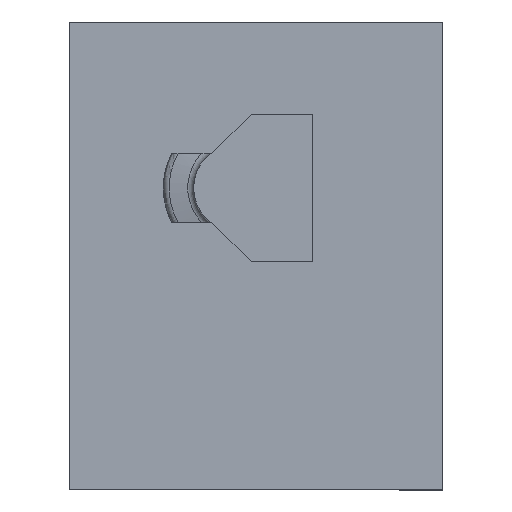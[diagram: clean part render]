
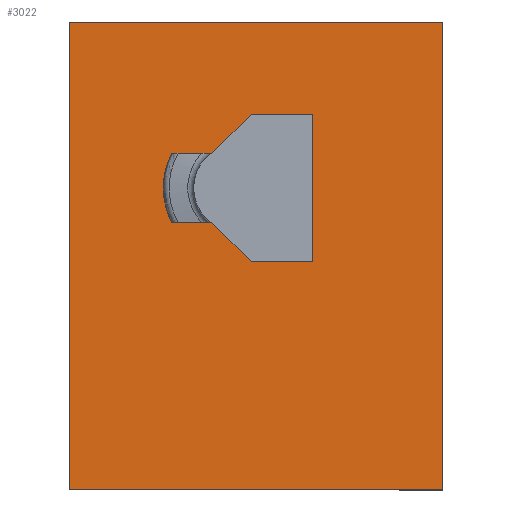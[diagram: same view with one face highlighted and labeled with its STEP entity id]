
A CAD part, left-side view. The second image highlights one B-rep face of the part: STEP entity #3022.
In plain terms, the highlighted planar face has unit normal (-1, 0, 0).
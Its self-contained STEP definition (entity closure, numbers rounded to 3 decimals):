
#390=FACE_BOUND('',#729,.T.);
#399=CIRCLE('',#3208,5.201);
#557=FACE_OUTER_BOUND('',#728,.T.);
#728=EDGE_LOOP('',(#1996,#1997,#1998,#1999));
#729=EDGE_LOOP('',(#2000,#2001,#2002,#2003,#2004,#2005,#2006,#2007));
#908=LINE('',#4324,#1032);
#909=LINE('',#4326,#1033);
#910=LINE('',#4328,#1034);
#911=LINE('',#4329,#1035);
#912=LINE('',#4332,#1036);
#913=LINE('',#4334,#1037);
#914=LINE('',#4336,#1038);
#915=LINE('',#4340,#1039);
#916=LINE('',#4342,#1040);
#917=LINE('',#4344,#1041);
#918=LINE('',#4345,#1042);
#1032=VECTOR('',#3540,10.);
#1033=VECTOR('',#3541,10.);
#1034=VECTOR('',#3542,10.);
#1035=VECTOR('',#3543,10.);
#1036=VECTOR('',#3544,10.);
#1037=VECTOR('',#3545,10.);
#1038=VECTOR('',#3546,10.);
#1039=VECTOR('',#3549,10.);
#1040=VECTOR('',#3550,10.);
#1041=VECTOR('',#3551,10.);
#1042=VECTOR('',#3552,10.);
#1156=VERTEX_POINT('',#4322);
#1157=VERTEX_POINT('',#4323);
#1158=VERTEX_POINT('',#4325);
#1159=VERTEX_POINT('',#4327);
#1160=VERTEX_POINT('',#4330);
#1161=VERTEX_POINT('',#4331);
#1162=VERTEX_POINT('',#4333);
#1163=VERTEX_POINT('',#4335);
#1164=VERTEX_POINT('',#4337);
#1165=VERTEX_POINT('',#4339);
#1166=VERTEX_POINT('',#4341);
#1167=VERTEX_POINT('',#4343);
#1492=EDGE_CURVE('',#1156,#1157,#908,.T.);
#1493=EDGE_CURVE('',#1158,#1156,#909,.T.);
#1494=EDGE_CURVE('',#1159,#1158,#910,.T.);
#1495=EDGE_CURVE('',#1157,#1159,#911,.T.);
#1496=EDGE_CURVE('',#1160,#1161,#912,.T.);
#1497=EDGE_CURVE('',#1160,#1162,#913,.T.);
#1498=EDGE_CURVE('',#1162,#1163,#914,.T.);
#1499=EDGE_CURVE('',#1163,#1164,#399,.T.);
#1500=EDGE_CURVE('',#1164,#1165,#915,.T.);
#1501=EDGE_CURVE('',#1165,#1166,#916,.T.);
#1502=EDGE_CURVE('',#1166,#1167,#917,.T.);
#1503=EDGE_CURVE('',#1167,#1161,#918,.T.);
#1996=ORIENTED_EDGE('',*,*,#1492,.F.);
#1997=ORIENTED_EDGE('',*,*,#1493,.F.);
#1998=ORIENTED_EDGE('',*,*,#1494,.F.);
#1999=ORIENTED_EDGE('',*,*,#1495,.F.);
#2000=ORIENTED_EDGE('',*,*,#1496,.F.);
#2001=ORIENTED_EDGE('',*,*,#1497,.T.);
#2002=ORIENTED_EDGE('',*,*,#1498,.T.);
#2003=ORIENTED_EDGE('',*,*,#1499,.T.);
#2004=ORIENTED_EDGE('',*,*,#1500,.T.);
#2005=ORIENTED_EDGE('',*,*,#1501,.T.);
#2006=ORIENTED_EDGE('',*,*,#1502,.T.);
#2007=ORIENTED_EDGE('',*,*,#1503,.T.);
#3004=PLANE('',#3207);
#3022=ADVANCED_FACE('',(#557,#390),#3004,.F.);
#3207=AXIS2_PLACEMENT_3D('',#4321,#3538,#3539);
#3208=AXIS2_PLACEMENT_3D('',#4338,#3547,#3548);
#3538=DIRECTION('center_axis',(1.,0.,0.));
#3539=DIRECTION('ref_axis',(0.,-1.,0.));
#3540=DIRECTION('',(0.,0.,1.));
#3541=DIRECTION('',(0.,1.,0.));
#3542=DIRECTION('',(0.,0.,-1.));
#3543=DIRECTION('',(0.,-1.,0.));
#3544=DIRECTION('',(0.,-1.,0.));
#3545=DIRECTION('',(0.,0.707,0.707));
#3546=DIRECTION('',(0.,1.,0.));
#3547=DIRECTION('center_axis',(1.,0.,0.));
#3548=DIRECTION('ref_axis',(0.,-1.,0.));
#3549=DIRECTION('',(0.,-1.,0.));
#3550=DIRECTION('',(0.,-0.707,0.707));
#3551=DIRECTION('',(0.,-1.,0.));
#3552=DIRECTION('',(0.,0.,-1.));
#4321=CARTESIAN_POINT('Origin',(-92.249,2.,10.536));
#4322=CARTESIAN_POINT('',(-92.249,25.,-20.));
#4323=CARTESIAN_POINT('',(-92.249,25.,12.536));
#4324=CARTESIAN_POINT('',(-92.249,25.,-5.117));
#4325=CARTESIAN_POINT('',(-92.249,-1.,-20.));
#4326=CARTESIAN_POINT('',(-92.249,25.,-20.));
#4327=CARTESIAN_POINT('',(-92.249,-1.,12.536));
#4328=CARTESIAN_POINT('',(-92.249,-1.,3.652));
#4329=CARTESIAN_POINT('',(-92.249,25.,12.536));
#4330=CARTESIAN_POINT('',(-92.249,12.345,-4.117));
#4331=CARTESIAN_POINT('',(-92.249,8.049,-4.117));
#4332=CARTESIAN_POINT('',(-92.249,7.,-4.117));
#4333=CARTESIAN_POINT('',(-92.249,15.062,-1.4));
#4334=CARTESIAN_POINT('',(-92.249,13.922,-2.54));
#4335=CARTESIAN_POINT('',(-92.249,17.861,-1.4));
#4336=CARTESIAN_POINT('',(-92.249,9.931,-1.4));
#4337=CARTESIAN_POINT('',(-92.249,17.861,3.41));
#4338=CARTESIAN_POINT('Origin',(-92.249,13.25,1.005));
#4339=CARTESIAN_POINT('',(-92.249,15.062,3.41));
#4340=CARTESIAN_POINT('',(-92.249,8.531,3.41));
#4341=CARTESIAN_POINT('',(-92.249,12.345,6.127));
#4342=CARTESIAN_POINT('',(-92.249,9.515,8.957));
#4343=CARTESIAN_POINT('',(-92.249,8.049,6.127));
#4344=CARTESIAN_POINT('',(-92.249,7.173,6.127));
#4345=CARTESIAN_POINT('',(-92.249,8.049,9.332));
